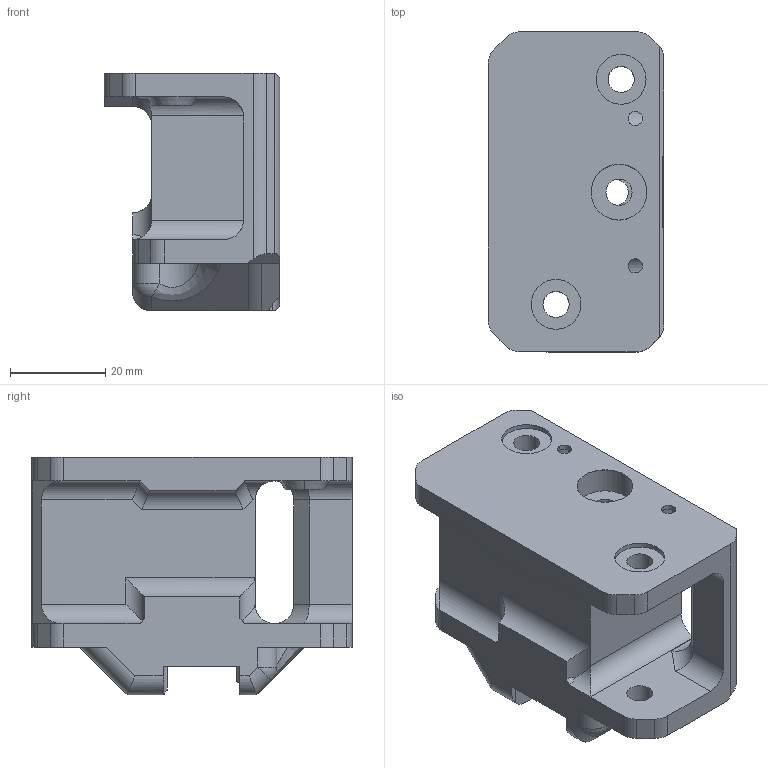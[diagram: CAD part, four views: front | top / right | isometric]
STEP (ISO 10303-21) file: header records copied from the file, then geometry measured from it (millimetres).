
FILE_DESCRIPTION (( 'STEP AP214' ), '1' );
FILE_NAME ('Gantry_Mount_[L]_{b}_20t.STEP', '2021-10-08T11:29:06', ( '' ), ( '' ), 'SwSTEP 2.0', 'SolidWorks 2021', '' );
FILE_SCHEMA (( 'AUTOMOTIVE_DESIGN' ));
Length unit declared in the file: millimetre
Products named in the file (1): Gantry_Mount_[L]_{b}_20t
Bounding box: 37 x 67.35 x 50 mm (x, y, z)
Volume: 48214.9 mm3; surface area: 18055.9 mm2
Topology: 1 solids, 1 shells, 191 faces, 513 edges, 326 vertices
Faces by surface type: plane 92, cylinder 79, cone 13, sphere 4, bspline 3
Entity records: 6110 total; most frequent: CARTESIAN_POINT 1359, ORIENTED_EDGE 1014, DIRECTION 958, EDGE_CURVE 507, VERTEX_POINT 326, AXIS2_PLACEMENT_3D 320, LINE 318, VECTOR 318
